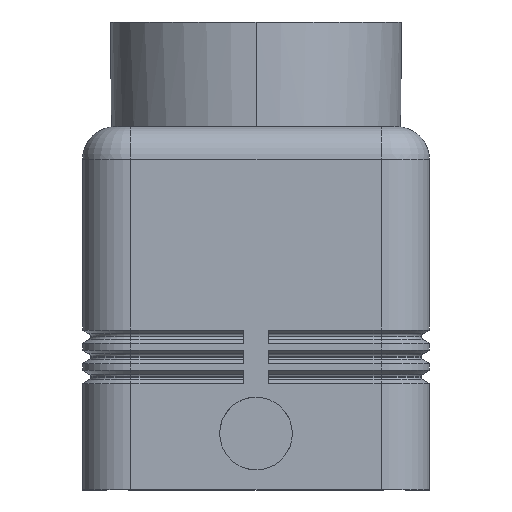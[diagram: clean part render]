
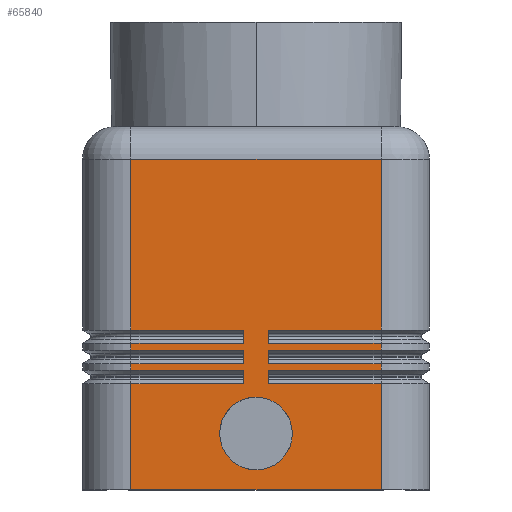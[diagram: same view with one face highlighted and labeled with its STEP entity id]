
A CAD part, left-side view. The second image highlights one B-rep face of the part: STEP entity #65840.
In plain terms, the highlighted planar face has unit normal (-1, 0, 0).
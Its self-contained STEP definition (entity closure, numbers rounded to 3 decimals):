
#550=CARTESIAN_POINT('',(-46.75,15.5,0.));
#560=DIRECTION('',(0.,0.,1.));
#570=VECTOR('',#560,1.);
#580=LINE('',#550,#570);
#590=CARTESIAN_POINT('',(-46.75,15.5,0.));
#600=VERTEX_POINT('',#590);
#610=CARTESIAN_POINT('',(-46.75,15.5,13.173));
#620=VERTEX_POINT('',#610);
#630=EDGE_CURVE('',#600,#620,#580,.T.);
#2210=CARTESIAN_POINT('',(-46.75,15.5,41.));
#2220=DIRECTION('',(0.,-1.,0.));
#2230=VECTOR('',#2220,1.);
#2240=LINE('',#2210,#2230);
#2250=CARTESIAN_POINT('',(-46.75,15.5,41.));
#2260=VERTEX_POINT('',#2250);
#2270=CARTESIAN_POINT('',(-46.75,-15.5,41.));
#2280=VERTEX_POINT('',#2270);
#2290=EDGE_CURVE('',#2260,#2280,#2240,.T.);
#8230=CARTESIAN_POINT('',(-46.75,0.,7.)
);
#8240=DIRECTION('',(1.,-0.,-0.));
#8250=DIRECTION('',(0.,1.,0.));
#8260=AXIS2_PLACEMENT_3D('',#8230,#8240,#8250);
#8270=CIRCLE('',#8260,1.5);
#8280=CARTESIAN_POINT('',(-46.75,0.,8.5)
);
#8290=VERTEX_POINT('',#8280);
#8300=CARTESIAN_POINT('',(-46.75,-1.5,7.));
#8310=VERTEX_POINT('',#8300);
#8320=EDGE_CURVE('',#8290,#8310,#8270,.T.);
#8550=CARTESIAN_POINT('',(-46.75,1.5,7.));
#8560=VERTEX_POINT('',#8550);
#8590=EDGE_CURVE('',#8560,#8290,#8270,.T.);
#8760=CARTESIAN_POINT('',(-46.75,15.5,14.827));
#8770=DIRECTION('',(0.,0.,1.));
#8780=VECTOR('',#8770,1.);
#8790=LINE('',#8760,#8780);
#8800=CARTESIAN_POINT('',(-46.75,15.5,14.827));
#8810=VERTEX_POINT('',#8800);
#8820=CARTESIAN_POINT('',(-46.75,15.5,15.673));
#8830=VERTEX_POINT('',#8820);
#8840=EDGE_CURVE('',#8810,#8830,#8790,.T.);
#12680=CARTESIAN_POINT('',(-46.75,-15.5,13.173));
#12690=DIRECTION('',(0.,0.,-1.));
#12700=VECTOR('',#12690,1.);
#12710=LINE('',#12680,#12700);
#12720=CARTESIAN_POINT('',(-46.75,-15.5,13.173));
#12730=VERTEX_POINT('',#12720);
#12740=CARTESIAN_POINT('',(-46.75,-15.5,0.));
#12750=VERTEX_POINT('',#12740);
#12760=EDGE_CURVE('',#12730,#12750,#12710,.T.);
#16600=CARTESIAN_POINT('',(-46.75,15.5,17.327));
#16610=DIRECTION('',(0.,0.,1.));
#16620=VECTOR('',#16610,1.);
#16630=LINE('',#16600,#16620);
#16640=CARTESIAN_POINT('',(-46.75,15.5,17.327));
#16650=VERTEX_POINT('',#16640);
#16660=CARTESIAN_POINT('',(-46.75,15.5,18.173));
#16670=VERTEX_POINT('',#16660);
#16680=EDGE_CURVE('',#16650,#16670,#16630,.T.);
#17580=CARTESIAN_POINT('',(-46.75,15.5,19.827));
#17590=DIRECTION('',(0.,0.,1.));
#17600=VECTOR('',#17590,1.);
#17610=LINE('',#17580,#17600);
#17620=CARTESIAN_POINT('',(-46.75,15.5,19.827));
#17630=VERTEX_POINT('',#17620);
#17640=EDGE_CURVE('',#17630,#2260,#17610,.T.);
#24360=CARTESIAN_POINT('',(-46.75,-15.5,15.673));
#24370=DIRECTION('',(0.,0.,-1.));
#24380=VECTOR('',#24370,1.);
#24390=LINE('',#24360,#24380);
#24400=CARTESIAN_POINT('',(-46.75,-15.5,15.673));
#24410=VERTEX_POINT('',#24400);
#24420=CARTESIAN_POINT('',(-46.75,-15.5,14.827));
#24430=VERTEX_POINT('',#24420);
#24440=EDGE_CURVE('',#24410,#24430,#24390,.T.);
#28280=CARTESIAN_POINT('',(-46.75,-15.5,18.173));
#28290=DIRECTION('',(0.,0.,-1.));
#28300=VECTOR('',#28290,1.);
#28310=LINE('',#28280,#28300);
#28320=CARTESIAN_POINT('',(-46.75,-15.5,18.173));
#28330=VERTEX_POINT('',#28320);
#28340=CARTESIAN_POINT('',(-46.75,-15.5,17.327));
#28350=VERTEX_POINT('',#28340);
#28360=EDGE_CURVE('',#28330,#28350,#28310,.T.);
#28770=CARTESIAN_POINT('',(-46.75,-15.5,41.));
#28780=DIRECTION('',(0.,0.,-1.));
#28790=VECTOR('',#28780,1.);
#28800=LINE('',#28770,#28790);
#28810=CARTESIAN_POINT('',(-46.75,-15.5,19.827));
#28820=VERTEX_POINT('',#28810);
#28830=EDGE_CURVE('',#2280,#28820,#28800,.T.);
#57700=CARTESIAN_POINT('',(-46.75,-1.5,18.173));
#57710=VERTEX_POINT('',#57700);
#57740=CARTESIAN_POINT('',(-46.75,-1.5,0.));
#57750=DIRECTION('',(0.,-0.,1.));
#57760=VECTOR('',#57750,1.);
#57770=LINE('',#57740,#57760);
#57780=CARTESIAN_POINT('',(-46.75,-1.5,19.827));
#57790=VERTEX_POINT('',#57780);
#57800=EDGE_CURVE('',#57710,#57790,#57770,.T.);
#61740=CARTESIAN_POINT('',(-46.75,0.,18.173));
#61750=DIRECTION('',(0.,1.,-0.));
#61760=VECTOR('',#61750,1.);
#61770=LINE('',#61740,#61760);
#61780=EDGE_CURVE('',#28330,#57710,#61770,.T.);
#61980=CARTESIAN_POINT('',(-46.75,0.,19.827));
#61990=DIRECTION('',(-0.,-1.,-0.));
#62000=VECTOR('',#61990,1.);
#62010=LINE('',#61980,#62000);
#62020=EDGE_CURVE('',#57790,#28820,#62010,.T.);
#64430=CARTESIAN_POINT('',(-46.75,-18.6,-4.1));
#64440=DIRECTION('',(-1.,0.,0.));
#64450=DIRECTION('',(0.,1.,0.));
#64460=AXIS2_PLACEMENT_3D('',#64430,#64440,#64450);
#64470=PLANE('',#64460);
#64480=ORIENTED_EDGE('',*,*,#28360,.F.);
#64490=CARTESIAN_POINT('',(-46.75,0.,17.327));
#64500=DIRECTION('',(0.,-1.,-0.));
#64510=VECTOR('',#64500,1.);
#64520=LINE('',#64490,#64510);
#64530=CARTESIAN_POINT('',(-46.75,-1.5,17.327));
#64540=VERTEX_POINT('',#64530);
#64550=EDGE_CURVE('',#64540,#28350,#64520,.T.);
#64560=ORIENTED_EDGE('',*,*,#64550,.T.);
#64570=CARTESIAN_POINT('',(-46.75,-1.5,0.));
#64580=DIRECTION('',(0.,0.,1.));
#64590=VECTOR('',#64580,1.);
#64600=LINE('',#64570,#64590);
#64610=CARTESIAN_POINT('',(-46.75,-1.5,15.673));
#64620=VERTEX_POINT('',#64610);
#64630=EDGE_CURVE('',#64620,#64540,#64600,.T.);
#64640=ORIENTED_EDGE('',*,*,#64630,.T.);
#64650=CARTESIAN_POINT('',(-46.75,0.,15.673));
#64660=DIRECTION('',(0.,1.,-0.));
#64670=VECTOR('',#64660,1.);
#64680=LINE('',#64650,#64670);
#64690=EDGE_CURVE('',#24410,#64620,#64680,.T.);
#64700=ORIENTED_EDGE('',*,*,#64690,.T.);
#64710=ORIENTED_EDGE('',*,*,#24440,.F.);
#64720=CARTESIAN_POINT('',(-46.75,0.,14.827));
#64730=DIRECTION('',(0.,-1.,-0.));
#64740=VECTOR('',#64730,1.);
#64750=LINE('',#64720,#64740);
#64760=CARTESIAN_POINT('',(-46.75,-1.5,14.827));
#64770=VERTEX_POINT('',#64760);
#64780=EDGE_CURVE('',#64770,#24430,#64750,.T.);
#64790=ORIENTED_EDGE('',*,*,#64780,.T.);
#64800=CARTESIAN_POINT('',(-46.75,-1.5,0.));
#64810=DIRECTION('',(0.,0.,1.));
#64820=VECTOR('',#64810,1.);
#64830=LINE('',#64800,#64820);
#64840=CARTESIAN_POINT('',(-46.75,-1.5,13.173));
#64850=VERTEX_POINT('',#64840);
#64860=EDGE_CURVE('',#64850,#64770,#64830,.T.);
#64870=ORIENTED_EDGE('',*,*,#64860,.T.);
#64880=CARTESIAN_POINT('',(-46.75,0.,13.173));
#64890=DIRECTION('',(0.,1.,-0.));
#64900=VECTOR('',#64890,1.);
#64910=LINE('',#64880,#64900);
#64920=EDGE_CURVE('',#12730,#64850,#64910,.T.);
#64930=ORIENTED_EDGE('',*,*,#64920,.T.);
#64940=ORIENTED_EDGE('',*,*,#12760,.F.);
#64950=CARTESIAN_POINT('',(-46.75,0.,0.));
#64960=DIRECTION('',(-0.,1.,0.));
#64970=VECTOR('',#64960,1.);
#64980=LINE('',#64950,#64970);
#64990=EDGE_CURVE('',#12750,#600,#64980,.T.);
#65000=ORIENTED_EDGE('',*,*,#64990,.F.);
#65010=ORIENTED_EDGE('',*,*,#630,.F.);
#65020=CARTESIAN_POINT('',(-46.75,0.,13.173));
#65030=DIRECTION('',(0.,1.,-0.));
#65040=VECTOR('',#65030,1.);
#65050=LINE('',#65020,#65040);
#65060=CARTESIAN_POINT('',(-46.75,1.5,13.173));
#65070=VERTEX_POINT('',#65060);
#65080=EDGE_CURVE('',#65070,#620,#65050,.T.);
#65090=ORIENTED_EDGE('',*,*,#65080,.T.);
#65100=CARTESIAN_POINT('',(-46.75,1.5,0.));
#65110=DIRECTION('',(0.,0.,-1.));
#65120=VECTOR('',#65110,1.);
#65130=LINE('',#65100,#65120);
#65140=CARTESIAN_POINT('',(-46.75,1.5,14.827));
#65150=VERTEX_POINT('',#65140);
#65160=EDGE_CURVE('',#65150,#65070,#65130,.T.);
#65170=ORIENTED_EDGE('',*,*,#65160,.T.);
#65180=CARTESIAN_POINT('',(-46.75,0.,14.827));
#65190=DIRECTION('',(0.,-1.,-0.));
#65200=VECTOR('',#65190,1.);
#65210=LINE('',#65180,#65200);
#65220=EDGE_CURVE('',#8810,#65150,#65210,.T.);
#65230=ORIENTED_EDGE('',*,*,#65220,.T.);
#65240=ORIENTED_EDGE('',*,*,#8840,.F.);
#65250=CARTESIAN_POINT('',(-46.75,0.,15.673));
#65260=DIRECTION('',(0.,1.,-0.));
#65270=VECTOR('',#65260,1.);
#65280=LINE('',#65250,#65270);
#65290=CARTESIAN_POINT('',(-46.75,1.5,15.673));
#65300=VERTEX_POINT('',#65290);
#65310=EDGE_CURVE('',#65300,#8830,#65280,.T.);
#65320=ORIENTED_EDGE('',*,*,#65310,.T.);
#65330=CARTESIAN_POINT('',(-46.75,1.5,0.));
#65340=DIRECTION('',(0.,0.,-1.));
#65350=VECTOR('',#65340,1.);
#65360=LINE('',#65330,#65350);
#65370=CARTESIAN_POINT('',(-46.75,1.5,17.327));
#65380=VERTEX_POINT('',#65370);
#65390=EDGE_CURVE('',#65380,#65300,#65360,.T.);
#65400=ORIENTED_EDGE('',*,*,#65390,.T.);
#65410=CARTESIAN_POINT('',(-46.75,0.,17.327));
#65420=DIRECTION('',(0.,-1.,-0.));
#65430=VECTOR('',#65420,1.);
#65440=LINE('',#65410,#65430);
#65450=EDGE_CURVE('',#16650,#65380,#65440,.T.);
#65460=ORIENTED_EDGE('',*,*,#65450,.T.);
#65470=ORIENTED_EDGE('',*,*,#16680,.F.);
#65480=CARTESIAN_POINT('',(-46.75,0.,18.173));
#65490=DIRECTION('',(0.,1.,-0.));
#65500=VECTOR('',#65490,1.);
#65510=LINE('',#65480,#65500);
#65520=CARTESIAN_POINT('',(-46.75,1.5,18.173));
#65530=VERTEX_POINT('',#65520);
#65540=EDGE_CURVE('',#65530,#16670,#65510,.T.);
#65550=ORIENTED_EDGE('',*,*,#65540,.T.);
#65560=CARTESIAN_POINT('',(-46.75,1.5,0.));
#65570=DIRECTION('',(0.,0.,-1.));
#65580=VECTOR('',#65570,1.);
#65590=LINE('',#65560,#65580);
#65600=CARTESIAN_POINT('',(-46.75,1.5,19.827));
#65610=VERTEX_POINT('',#65600);
#65620=EDGE_CURVE('',#65610,#65530,#65590,.T.);
#65630=ORIENTED_EDGE('',*,*,#65620,.T.);
#65640=CARTESIAN_POINT('',(-46.75,0.,19.827));
#65650=DIRECTION('',(0.,-1.,-0.));
#65660=VECTOR('',#65650,1.);
#65670=LINE('',#65640,#65660);
#65680=EDGE_CURVE('',#17630,#65610,#65670,.T.);
#65690=ORIENTED_EDGE('',*,*,#65680,.T.);
#65700=ORIENTED_EDGE('',*,*,#17640,.F.);
#65710=ORIENTED_EDGE('',*,*,#2290,.F.);
#65720=ORIENTED_EDGE('',*,*,#28830,.F.);
#65730=ORIENTED_EDGE('',*,*,#62020,.T.);
#65740=ORIENTED_EDGE('',*,*,#57800,.T.);
#65750=ORIENTED_EDGE('',*,*,#61780,.T.);
#65760=EDGE_LOOP('',(#65750,#65740,#65730,#65720,#65710,#65700,#65690,
#65630,#65550,#65470,#65460,#65400,#65320,#65240,#65230,#65170,#65090,
#65010,#65000,#64940,#64930,#64870,#64790,#64710,#64700,#64640,#64560,
#64480));
#65770=FACE_OUTER_BOUND('',#65760,.T.);
#65780=EDGE_CURVE('',#8310,#8560,#8270,.T.);
#65790=ORIENTED_EDGE('',*,*,#65780,.T.);
#65800=ORIENTED_EDGE('',*,*,#8320,.T.);
#65810=ORIENTED_EDGE('',*,*,#8590,.T.);
#65820=EDGE_LOOP('',(#65810,#65800,#65790));
#65830=FACE_BOUND('',#65820,.T.);
#65840=ADVANCED_FACE('',(#65770,#65830),#64470,.T.);
